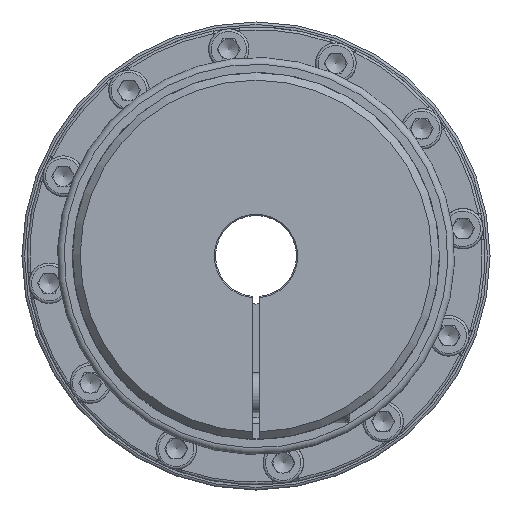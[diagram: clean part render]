
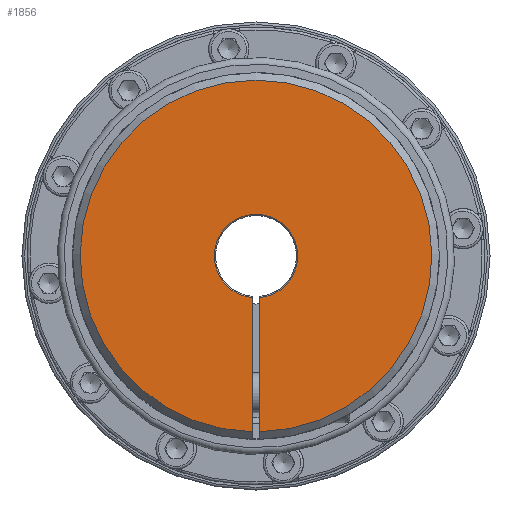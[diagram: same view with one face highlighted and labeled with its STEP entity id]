
A CAD part, left-side view. The second image highlights one B-rep face of the part: STEP entity #1856.
In plain terms, the highlighted planar face has unit normal (-1, 0, 0).
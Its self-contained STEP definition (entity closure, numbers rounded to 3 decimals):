
#1856 = ADVANCED_FACE( '', ( #4144 ), #4145, .T. );
#4144 = FACE_OUTER_BOUND( '', #6964, .T. );
#4145 = PLANE( '', #6965 );
#6964 = EDGE_LOOP( '', ( #12291, #12292, #12293, #12294 ) );
#6965 = AXIS2_PLACEMENT_3D( '', #12295, #12296, #12297 );
#12291 = ORIENTED_EDGE( '', *, *, #16039, .F. );
#12292 = ORIENTED_EDGE( '', *, *, #15409, .T. );
#12293 = ORIENTED_EDGE( '', *, *, #15291, .F. );
#12294 = ORIENTED_EDGE( '', *, *, #15708, .T. );
#12295 = CARTESIAN_POINT( '', ( -104.856, -16., 0. ) );
#12296 = DIRECTION( '', ( -1., 0., 0. ) );
#12297 = DIRECTION( '', ( 0., -1., 0. ) );
#15291 = EDGE_CURVE( '', #18574, #18576, #18577, .T. );
#15409 = EDGE_CURVE( '', #18752, #18576, #18753, .T. );
#15708 = EDGE_CURVE( '', #18574, #19174, #19176, .T. );
#16039 = EDGE_CURVE( '', #18752, #19174, #19606, .T. );
#18574 = VERTEX_POINT( '', #25350 );
#18576 = VERTEX_POINT( '', #25353 );
#18577 = LINE( '', #25354, #25355 );
#18752 = VERTEX_POINT( '', #25652 );
#18753 = CIRCLE( '', #25653, 16.5 );
#19174 = VERTEX_POINT( '', #27157 );
#19176 = CIRCLE( '', #27160, 69.5 );
#19606 = LINE( '', #28859, #28860 );
#25350 = CARTESIAN_POINT( '', ( -104.856, -1.5, -69.484 ) );
#25353 = CARTESIAN_POINT( '', ( -104.856, -1.5, -16.432 ) );
#25354 = CARTESIAN_POINT( '', ( -104.856, -1.5, 0. ) );
#25355 = VECTOR( '', #31655, 1000. );
#25652 = CARTESIAN_POINT( '', ( -104.856, 1.5, -16.432 ) );
#25653 = AXIS2_PLACEMENT_3D( '', #31816, #31817, #31818 );
#27157 = CARTESIAN_POINT( '', ( -104.856, 1.5, -69.484 ) );
#27160 = AXIS2_PLACEMENT_3D( '', #32164, #32165, #32166 );
#28859 = CARTESIAN_POINT( '', ( -104.856, 1.5, 0. ) );
#28860 = VECTOR( '', #32491, 1000. );
#31655 = DIRECTION( '', ( 0., 0., 1. ) );
#31816 = CARTESIAN_POINT( '', ( -104.856, 0., 0. ) );
#31817 = DIRECTION( '', ( 1., 0., 0. ) );
#31818 = DIRECTION( '', ( 0., -1., 0. ) );
#32164 = CARTESIAN_POINT( '', ( -104.856, 0., 0. ) );
#32165 = DIRECTION( '', ( -1., 0., 0. ) );
#32166 = DIRECTION( '', ( 0., -1., 0. ) );
#32491 = DIRECTION( '', ( 0., 0., -1. ) );
